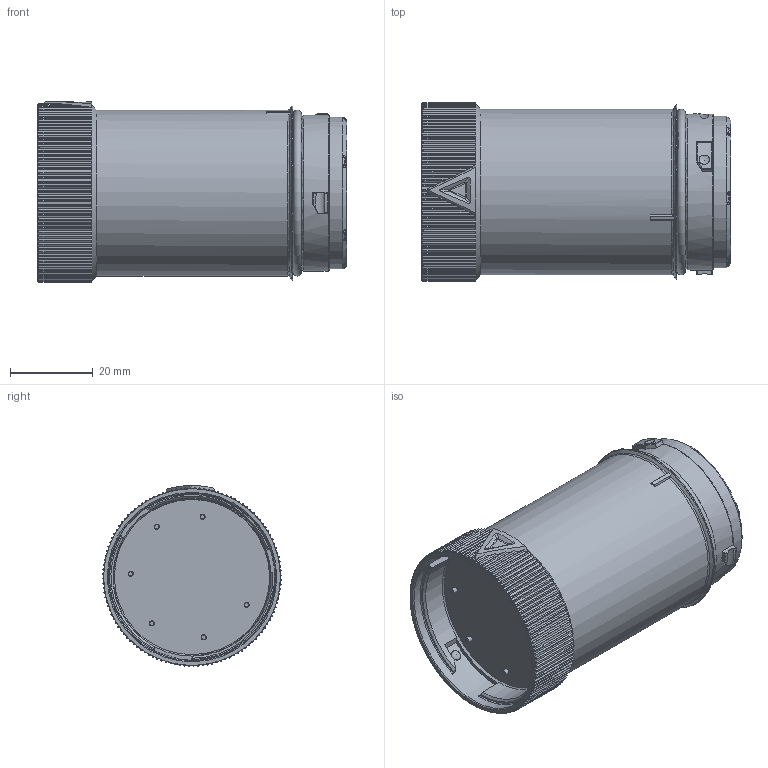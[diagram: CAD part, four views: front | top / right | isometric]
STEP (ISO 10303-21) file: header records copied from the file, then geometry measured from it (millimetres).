
FILE_DESCRIPTION(/* description */ (''),/* implementation_level */ '2;1');
FILE_NAME(/* name */ 'ZDA_ZDC_ZDF_ZFF_ZLL.stp',/* time_stamp */ '2014-12-01T09:17:17+01:00',/* author */ (''),/* organization */ (''),/* preprocessor_version */ 'ST-DEVELOPER v11',/* originating_system */ 'SIEMENS PLM Software NX 7.5',/* authorisation */ '');
FILE_SCHEMA (('AUTOMOTIVE_DESIGN { 1 0 10303 214 1 1 1 1 }'));
Length unit declared in the file: millimetre
Products named in the file (1): m.ne988Bw2zc
Bounding box: 74.6 x 43.09 x 43.59 mm (x, y, z)
Volume: 83059.6 mm3; surface area: 14477.7 mm2
Topology: 1 solids, 1 shells, 957 faces, 2296 edges, 1360 vertices
Faces by surface type: plane 460, cylinder 184, torus 146, cone 102, bspline 44, sphere 21
Full cylindrical faces by diameter (mm): 1.2 x6, 37.15 x1, 37.6 x1, 40 x1, 41.95 x1
Entity records: 31118 total; most frequent: CARTESIAN_POINT 8627, ORIENTED_EDGE 4440, DIRECTION 4280, EDGE_CURVE 2220, AXIS2_PLACEMENT_3D 1695, VERTEX_POINT 1328, EDGE_LOOP 1020, ADVANCED_FACE 957
